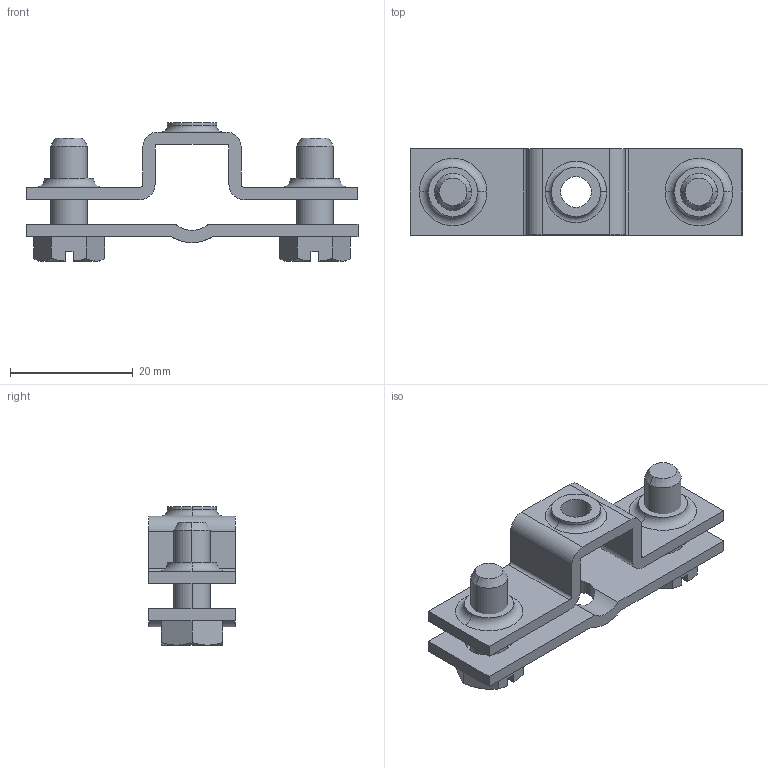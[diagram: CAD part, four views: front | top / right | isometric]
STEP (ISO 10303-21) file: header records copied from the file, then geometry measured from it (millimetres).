
FILE_DESCRIPTION(('CoCreate Modeling STEP Export'),'2;1');
FILE_NAME('5032237.stp','2018-09-20T 9:54:48',(''),(''),'CoCreate Modeling STEP processor for AP214 (Solid Model)','CoCreate Modeling 16.00D 29-May-2009 (C) Parametric Technology GmbH','');
FILE_SCHEMA(('AUTOMOTIVE_DESIGN { 1 0 10303 214 1 1 1 1 }'));
Length unit declared in the file: millimetre
Products named in the file (5): Oberteil_831_30; Unterteil_831_30; SKT-Schraube-M6x16_mit_Kombischlitz.1.1.1; Abstandschelle_831_30; 5032032.stp
Assembly tree (5 placements, depth 3):
  5032032.stp
    Abstandschelle_831_30
      SKT-Schraube-M6x16_mit_Kombischlitz.1.1.1  x2
      Unterteil_831_30
      Oberteil_831_30
Bounding box: 54 x 14 x 22.5 mm (x, y, z)
Volume: 4790.5 mm3; surface area: 5369.4 mm2
Topology: 4 solids, 4 shells, 192 faces, 526 edges, 342 vertices
Faces by surface type: plane 97, cylinder 37, cone 36, bspline 16, torus 6
Entity records: 7055 total; most frequent: CARTESIAN_POINT 3932, ORIENTED_EDGE 698, DIRECTION 470, EDGE_CURVE 349, VERTEX_POINT 230, VECTOR 166, LINE 166, AXIS2_PLACEMENT_3D 152
